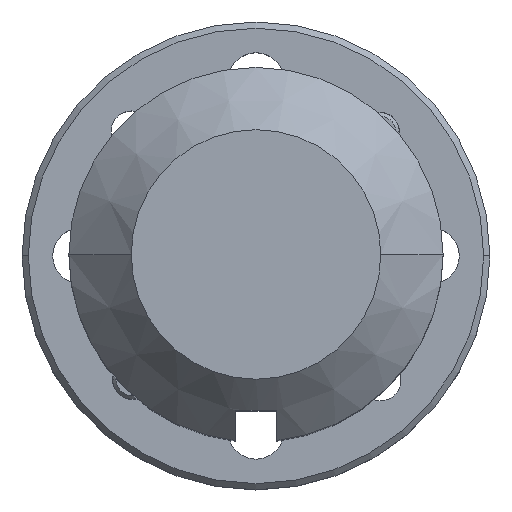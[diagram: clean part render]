
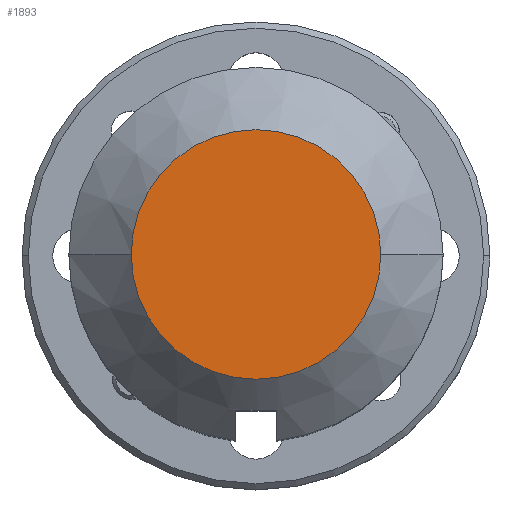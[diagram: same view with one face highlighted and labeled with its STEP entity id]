
A CAD part, top view. The second image highlights one B-rep face of the part: STEP entity #1893.
In plain terms, the highlighted planar face has unit normal (0, 0, 1).
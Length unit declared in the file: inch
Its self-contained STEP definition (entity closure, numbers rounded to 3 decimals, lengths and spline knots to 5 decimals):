
#42 = DIRECTION ( 'NONE',  ( 1., 0., 0. ) ) ;
#51 = CARTESIAN_POINT ( 'NONE',  ( 0.2, 0., 0. ) ) ;
#256 = VERTEX_POINT ( 'NONE', #51 ) ;
#512 = VERTEX_POINT ( 'NONE', #1024 ) ;
#851 = EDGE_LOOP ( 'NONE', ( #1835, #2269 ) ) ;
#966 = AXIS2_PLACEMENT_3D ( 'NONE', #2160, #2000, #42 ) ;
#974 = CARTESIAN_POINT ( 'NONE',  ( 0., 0., 0. ) ) ;
#1003 = EDGE_CURVE ( 'NONE', #256, #512, #1224, .T. ) ;
#1024 = CARTESIAN_POINT ( 'NONE',  ( -0.2, 0., 0. ) ) ;
#1095 = PLANE ( 'NONE',  #966 ) ;
#1141 = DIRECTION ( 'NONE',  ( 0., 0., 1. ) ) ;
#1188 = CARTESIAN_POINT ( 'NONE',  ( 0., 0., 0. ) ) ;
#1224 = CIRCLE ( 'NONE', #2021, 0.2 ) ;
#1327 = DIRECTION ( 'NONE',  ( 1., 0., 0. ) ) ;
#1554 = AXIS2_PLACEMENT_3D ( 'NONE', #1188, #1733, #2078 ) ;
#1733 = DIRECTION ( 'NONE',  ( 0., 0., 1. ) ) ;
#1734 = CIRCLE ( 'NONE', #1554, 0.2 ) ;
#1835 = ORIENTED_EDGE ( 'NONE', *, *, #2036, .T. ) ;
#1893 = ADVANCED_FACE ( 'NONE', ( #2029 ), #1095, .T. ) ;
#2000 = DIRECTION ( 'NONE',  ( 0., 0., 1. ) ) ;
#2021 = AXIS2_PLACEMENT_3D ( 'NONE', #974, #1141, #1327 ) ;
#2029 = FACE_OUTER_BOUND ( 'NONE', #851, .T. ) ;
#2036 = EDGE_CURVE ( 'NONE', #512, #256, #1734, .T. ) ;
#2078 = DIRECTION ( 'NONE',  ( 1., 0., 0. ) ) ;
#2160 = CARTESIAN_POINT ( 'NONE',  ( 0.3, 0., 0. ) ) ;
#2269 = ORIENTED_EDGE ( 'NONE', *, *, #1003, .T. ) ;
